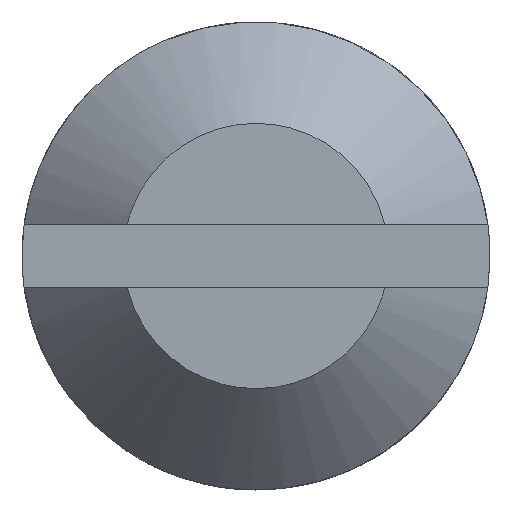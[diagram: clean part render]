
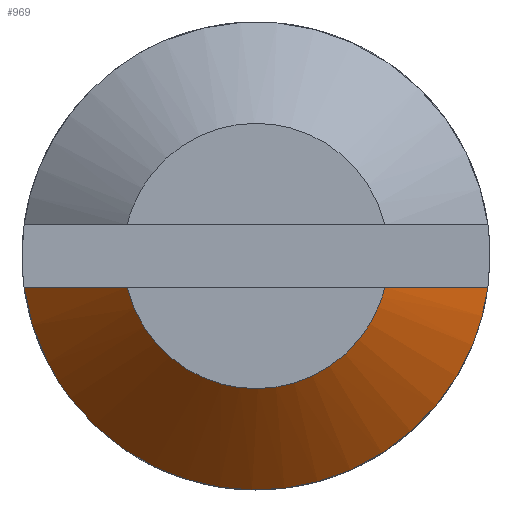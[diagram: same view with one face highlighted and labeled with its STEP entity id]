
A CAD part, front view. The second image highlights one B-rep face of the part: STEP entity #969.
In plain terms, the highlighted free-form (B-spline) face has degree [1, 2] with [2, 5] control points.
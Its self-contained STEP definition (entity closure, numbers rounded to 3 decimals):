
#660=CARTESIAN_POINT('',(1.487,-6.85,-0.2));
#661=VERTEX_POINT('',#660);
#667=CARTESIAN_POINT('',(-1.19,-6.85,-0.913));
#668=VERTEX_POINT('',#667);
#669=CARTESIAN_POINT('',(-1.19,-6.85,-0.913));
#670=CARTESIAN_POINT('',(-0.74,-6.85,-1.5));
#671=CARTESIAN_POINT('',(0.,-6.85,-1.5));
#672=CARTESIAN_POINT('',(1.312,-6.85,-1.5));
#673=CARTESIAN_POINT('',(1.487,-6.85,-0.2));
#681=(BOUNDED_CURVE()B_SPLINE_CURVE(2,(#669,#670,#671,#672,#673),.UNSPECIFIED.,.F.,.U.)B_SPLINE_CURVE_WITH_KNOTS((3,2,3),(0.184,0.5,1.0),.UNSPECIFIED.)CURVE()GEOMETRIC_REPRESENTATION_ITEM()RATIONAL_B_SPLINE_CURVE((0.885,0.844,1.0,0.753,1.0))REPRESENTATION_ITEM(''));
#682=EDGE_CURVE('',#668,#661,#681,.T.);
#709=CARTESIAN_POINT('',(-1.487,-6.85,-0.2));
#710=VERTEX_POINT('',#709);
#711=CARTESIAN_POINT('',(-1.487,-6.85,-0.2));
#712=CARTESIAN_POINT('',(-1.433,-6.85,-0.596));
#713=CARTESIAN_POINT('',(-1.19,-6.85,-0.913));
#721=(BOUNDED_CURVE()B_SPLINE_CURVE(2,(#711,#712,#713),.UNSPECIFIED.,.F.,.U.)B_SPLINE_CURVE_WITH_KNOTS((3,3),(0.0,0.184),.UNSPECIFIED.)CURVE()GEOMETRIC_REPRESENTATION_ITEM()RATIONAL_B_SPLINE_CURVE((1.0,0.909,0.885))REPRESENTATION_ITEM(''));
#722=EDGE_CURVE('',#710,#668,#721,.T.);
#795=CARTESIAN_POINT('',(-0.826,-7.5,-0.2));
#796=VERTEX_POINT('',#795);
#797=CARTESIAN_POINT('',(-1.487,-6.85,-0.2));
#798=CARTESIAN_POINT('',(-1.369,-6.967,-0.2));
#799=CARTESIAN_POINT('',(-1.25,-7.084,-0.2));
#800=CARTESIAN_POINT('',(-1.03,-7.301,-0.2));
#801=CARTESIAN_POINT('',(-0.928,-7.401,-0.2));
#802=CARTESIAN_POINT('',(-0.826,-7.5,-0.2));
#803=B_SPLINE_CURVE_WITH_KNOTS('',3,(#797,#798,#799,#800,#801,#802),.UNSPECIFIED.,.F.,.U.,(4,2,4),(0.0,0.125,0.232),.UNSPECIFIED.);
#804=EDGE_CURVE('',#710,#796,#803,.T.);
#806=CARTESIAN_POINT('',(0.826,-7.5,-0.2));
#807=VERTEX_POINT('',#806);
#813=CARTESIAN_POINT('',(0.826,-7.5,-0.2));
#814=CARTESIAN_POINT('',(0.929,-7.4,-0.2));
#815=CARTESIAN_POINT('',(1.031,-7.3,-0.2));
#816=CARTESIAN_POINT('',(1.251,-7.083,-0.2));
#817=CARTESIAN_POINT('',(1.369,-6.967,-0.2));
#818=CARTESIAN_POINT('',(1.487,-6.85,-0.2));
#819=B_SPLINE_CURVE_WITH_KNOTS('',3,(#813,#814,#815,#816,#817,#818),.UNSPECIFIED.,.F.,.U.,(4,2,4),(0.767,0.875,1.0),.UNSPECIFIED.);
#820=EDGE_CURVE('',#807,#661,#819,.T.);
#902=CARTESIAN_POINT('',(-0.826,-7.5,-0.2));
#903=CARTESIAN_POINT('',(-0.669,-7.5,-0.85));
#904=CARTESIAN_POINT('',(0.0,-7.5,-0.85));
#905=CARTESIAN_POINT('',(0.669,-7.5,-0.85));
#906=CARTESIAN_POINT('',(0.826,-7.5,-0.2));
#914=(BOUNDED_CURVE()B_SPLINE_CURVE(2,(#902,#903,#904,#905,#906),.UNSPECIFIED.,.F.,.U.)B_SPLINE_CURVE_WITH_KNOTS((3,2,3),(0.0,0.5,1.0),.UNSPECIFIED.)CURVE()GEOMETRIC_REPRESENTATION_ITEM()RATIONAL_B_SPLINE_CURVE((1.0,0.786,1.0,0.786,1.0))REPRESENTATION_ITEM(''));
#915=EDGE_CURVE('',#796,#807,#914,.T.);
#944=CARTESIAN_POINT('',(-0.827,-7.516,-0.104));
#945=CARTESIAN_POINT('',(-1.505,-6.833,-0.189));
#946=CARTESIAN_POINT('',(-0.734,-7.516,-0.849));
#947=CARTESIAN_POINT('',(-1.335,-6.833,-1.544));
#948=CARTESIAN_POINT('',(0.017,-7.516,-0.834));
#949=CARTESIAN_POINT('',(0.031,-6.833,-1.516));
#950=CARTESIAN_POINT('',(0.767,-7.516,-0.818));
#951=CARTESIAN_POINT('',(1.396,-6.833,-1.489));
#952=CARTESIAN_POINT('',(0.831,-7.516,-0.07));
#953=CARTESIAN_POINT('',(1.511,-6.833,-0.128));
#961=(BOUNDED_SURFACE()B_SPLINE_SURFACE(1,2,((#944,#946,#948,#950,#952),(#945,#947,#949,#951,#953)),.UNSPECIFIED.,.F.,.F.,.U.)B_SPLINE_SURFACE_WITH_KNOTS((2,2),(3,2,3),(0.0,1.0),(0.0,2.329,4.658),.UNSPECIFIED.)GEOMETRIC_REPRESENTATION_ITEM()RATIONAL_B_SPLINE_SURFACE(((1.0,0.743,1.0,0.743,1.0),(1.0,0.743,1.0,0.743,1.0)))REPRESENTATION_ITEM('')SURFACE());
#962=ORIENTED_EDGE('',*,*,#804,.F.);
#963=ORIENTED_EDGE('',*,*,#722,.T.);
#964=ORIENTED_EDGE('',*,*,#682,.T.);
#965=ORIENTED_EDGE('',*,*,#820,.F.);
#966=ORIENTED_EDGE('',*,*,#915,.F.);
#967=EDGE_LOOP('',(#962,#963,#964,#965,#966));
#968=FACE_OUTER_BOUND('',#967,.T.);
#969=ADVANCED_FACE('',(#968),#961,.T.);
